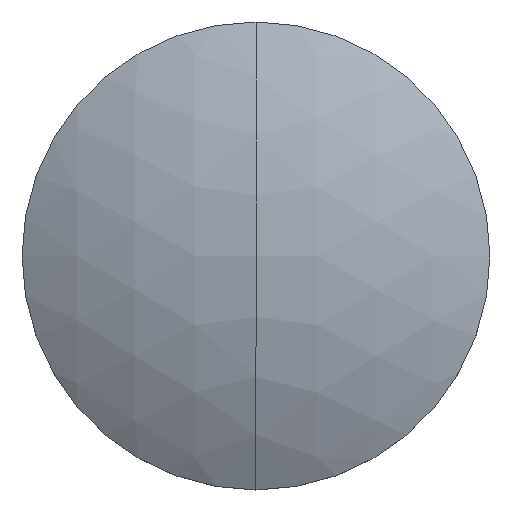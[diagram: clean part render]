
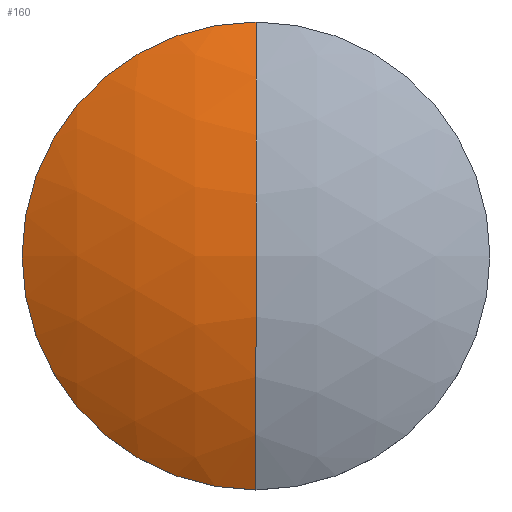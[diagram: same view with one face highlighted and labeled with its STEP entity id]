
A CAD part, top view. The second image highlights one B-rep face of the part: STEP entity #160.
In plain terms, the highlighted spherical face has radius 25.75 mm.
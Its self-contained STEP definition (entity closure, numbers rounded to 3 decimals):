
#6 = DIRECTION ( 'NONE',  ( 0., 0., -1. ) ) ;
#7 = DIRECTION ( 'NONE',  ( 1., 0., 0. ) ) ;
#8 = CARTESIAN_POINT ( 'NONE',  ( 0., 0., -23.08 ) ) ;
#9 = AXIS2_PLACEMENT_3D ( 'NONE', #8, #7, #6 ) ;
#10 = CIRCLE ( 'NONE', #9, 25.75 ) ;
#12 = CARTESIAN_POINT ( 'NONE',  ( 0., 0., 2.67 ) ) ;
#13 = DIRECTION ( 'NONE',  ( 0., -1., 0. ) ) ;
#14 = DIRECTION ( 'NONE',  ( -1., 0., 0. ) ) ;
#15 = CARTESIAN_POINT ( 'NONE',  ( 0., 0., -23.08 ) ) ;
#16 = AXIS2_PLACEMENT_3D ( 'NONE', #15, #14, #13 ) ;
#17 = CIRCLE ( 'NONE', #16, 25.75 ) ;
#34 = CARTESIAN_POINT ( 'NONE',  ( 0., 12.7, -0.68 ) ) ;
#35 = DIRECTION ( 'NONE',  ( 1., 0., 0. ) ) ;
#36 = DIRECTION ( 'NONE',  ( 0., 0., 1. ) ) ;
#37 = CARTESIAN_POINT ( 'NONE',  ( 0., 0., -0.68 ) ) ;
#38 = AXIS2_PLACEMENT_3D ( 'NONE', #37, #36, #35 ) ;
#39 = CIRCLE ( 'NONE', #38, 12.7 ) ;
#40 = CARTESIAN_POINT ( 'NONE',  ( -12.7, 0., -0.68 ) ) ;
#53 = VERTEX_POINT ( 'NONE', #40 ) ;
#55 = EDGE_CURVE ( 'NONE', #56, #53, #39, .T. ) ;
#56 = VERTEX_POINT ( 'NONE', #34 ) ;
#76 = FACE_OUTER_BOUND ( 'NONE', #159, .T. ) ;
#103 = CARTESIAN_POINT ( 'NONE',  ( 0., -12.7, -0.68 ) ) ;
#104 = DIRECTION ( 'NONE',  ( 1., 0., 0. ) ) ;
#105 = DIRECTION ( 'NONE',  ( 0., 0., 1. ) ) ;
#106 = CARTESIAN_POINT ( 'NONE',  ( 0., 0., -0.68 ) ) ;
#107 = AXIS2_PLACEMENT_3D ( 'NONE', #106, #105, #104 ) ;
#108 = DIRECTION ( 'NONE',  ( 0., 1., 0. ) ) ;
#109 = DIRECTION ( 'NONE',  ( -1., 0., 0. ) ) ;
#110 = CARTESIAN_POINT ( 'NONE',  ( 0., 0., -23.08 ) ) ;
#111 = CIRCLE ( 'NONE', #107, 12.7 ) ;
#159 = EDGE_LOOP ( 'NONE', ( #161, #162, #165, #168 ) ) ;
#160 = ADVANCED_FACE ( 'NONE', ( #76 ), #178, .T. ) ;
#161 = ORIENTED_EDGE ( 'NONE', *, *, #55, .T. ) ;
#162 = ORIENTED_EDGE ( 'NONE', *, *, #163, .T. ) ;
#163 = EDGE_CURVE ( 'NONE', #53, #164, #111, .T. ) ;
#164 = VERTEX_POINT ( 'NONE', #103 ) ;
#165 = ORIENTED_EDGE ( 'NONE', *, *, #166, .T. ) ;
#166 = EDGE_CURVE ( 'NONE', #164, #167, #17, .T. ) ;
#167 = VERTEX_POINT ( 'NONE', #12 ) ;
#168 = ORIENTED_EDGE ( 'NONE', *, *, #169, .F. ) ;
#169 = EDGE_CURVE ( 'NONE', #56, #167, #10, .T. ) ;
#177 = AXIS2_PLACEMENT_3D ( 'NONE', #110, #109, #108 ) ;
#178 = SPHERICAL_SURFACE ( 'NONE', #177, 25.75 ) ;
